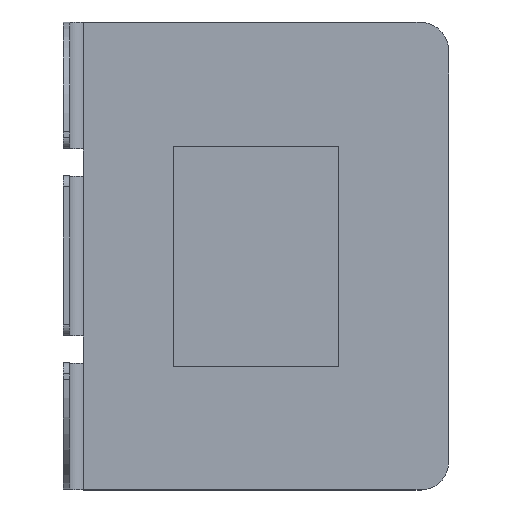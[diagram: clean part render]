
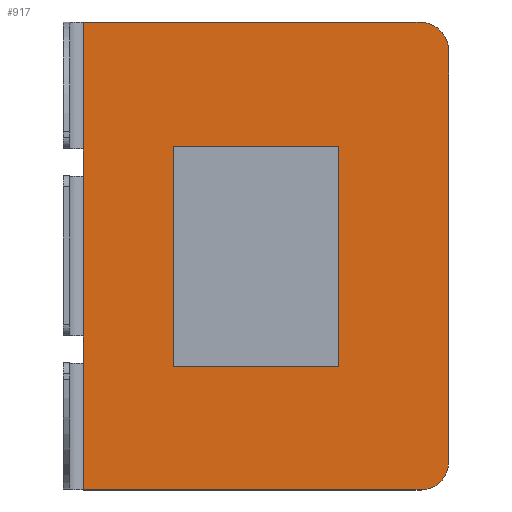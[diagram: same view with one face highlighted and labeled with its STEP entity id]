
A CAD part, top view. The second image highlights one B-rep face of the part: STEP entity #917.
In plain terms, the highlighted planar face has unit normal (0, 0, 1).
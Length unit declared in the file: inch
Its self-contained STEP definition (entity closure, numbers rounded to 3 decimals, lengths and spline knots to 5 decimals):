
#20 = CARTESIAN_POINT ( 'NONE',  ( 1.75, 1.875, 0.056 ) ) ;
#26 = DIRECTION ( 'NONE',  ( 0., 1., 0. ) ) ;
#65 = CARTESIAN_POINT ( 'NONE',  ( 0.75, -1., 0.056 ) ) ;
#66 = VERTEX_POINT ( 'NONE', #721 ) ;
#67 = DIRECTION ( 'NONE',  ( -1., 0., 0. ) ) ;
#77 = CARTESIAN_POINT ( 'NONE',  ( -1.569, 0., 0.056 ) ) ;
#81 = DIRECTION ( 'NONE',  ( -1., 0., 0. ) ) ;
#90 = CARTESIAN_POINT ( 'NONE',  ( -1.569, 0.975, 0.056 ) ) ;
#93 = VERTEX_POINT ( 'NONE', #520 ) ;
#100 = CARTESIAN_POINT ( 'NONE',  ( 0., 1., 0.056 ) ) ;
#110 = EDGE_CURVE ( 'NONE', #627, #280, #1195, .T. ) ;
#123 = DIRECTION ( 'NONE',  ( 0., 1., 0. ) ) ;
#130 = LINE ( 'NONE', #1092, #415 ) ;
#145 = DIRECTION ( 'NONE',  ( 0., 0., 1. ) ) ;
#154 = ORIENTED_EDGE ( 'NONE', *, *, #450, .F. ) ;
#155 = PLANE ( 'NONE',  #968 ) ;
#188 = VECTOR ( 'NONE', #467, 39.37008 ) ;
#195 = LINE ( 'NONE', #392, #1147 ) ;
#209 = DIRECTION ( 'NONE',  ( 0., 1., 0. ) ) ;
#224 = LINE ( 'NONE', #424, #1086 ) ;
#226 = DIRECTION ( 'NONE',  ( 1., 0., 0. ) ) ;
#240 = VERTEX_POINT ( 'NONE', #1024 ) ;
#250 = CIRCLE ( 'NONE', #1163, 0.25 ) ;
#259 = EDGE_CURVE ( 'NONE', #240, #1022, #1013, .T. ) ;
#280 = VERTEX_POINT ( 'NONE', #65 ) ;
#326 = EDGE_CURVE ( 'NONE', #93, #376, #1052, .T. ) ;
#332 = EDGE_CURVE ( 'NONE', #1202, #240, #195, .T. ) ;
#343 = CARTESIAN_POINT ( 'NONE',  ( 0.75, 0., 0.056 ) ) ;
#346 = DIRECTION ( 'NONE',  ( 0., 1., 0. ) ) ;
#357 = DIRECTION ( 'NONE',  ( 1., 0., 0. ) ) ;
#368 = DIRECTION ( 'NONE',  ( 0., 0., 1. ) ) ;
#375 = DIRECTION ( 'NONE',  ( 0., 0., 1. ) ) ;
#376 = VERTEX_POINT ( 'NONE', #20 ) ;
#390 = ORIENTED_EDGE ( 'NONE', *, *, #332, .F. ) ;
#392 = CARTESIAN_POINT ( 'NONE',  ( -1.569, -2.125, 0.056 ) ) ;
#401 = ORIENTED_EDGE ( 'NONE', *, *, #1232, .F. ) ;
#409 = VERTEX_POINT ( 'NONE', #90 ) ;
#415 = VECTOR ( 'NONE', #26, 39.37008 ) ;
#424 = CARTESIAN_POINT ( 'NONE',  ( -1.569, -2.125, 0.056 ) ) ;
#437 = FACE_BOUND ( 'NONE', #1237, .T. ) ;
#440 = LINE ( 'NONE', #674, #731 ) ;
#450 = EDGE_CURVE ( 'NONE', #1022, #679, #130, .T. ) ;
#467 = DIRECTION ( 'NONE',  ( 0., 1., 0. ) ) ;
#468 = ORIENTED_EDGE ( 'NONE', *, *, #868, .F. ) ;
#472 = CARTESIAN_POINT ( 'NONE',  ( -1.569, 0.725, 0.056 ) ) ;
#482 = CARTESIAN_POINT ( 'NONE',  ( -1.569, -2.125, 0.056 ) ) ;
#502 = ORIENTED_EDGE ( 'NONE', *, *, #259, .F. ) ;
#504 = EDGE_CURVE ( 'NONE', #742, #769, #528, .T. ) ;
#520 = CARTESIAN_POINT ( 'NONE',  ( 1.75, -1.875, 0.056 ) ) ;
#527 = DIRECTION ( 'NONE',  ( 1., 0., 0. ) ) ;
#528 = LINE ( 'NONE', #714, #893 ) ;
#560 = CARTESIAN_POINT ( 'NONE',  ( -1.569, -0.725, 0.056 ) ) ;
#565 = VECTOR ( 'NONE', #67, 39.37008 ) ;
#575 = EDGE_LOOP ( 'NONE', ( #1090, #777, #900, #401, #468, #154, #502, #390, #608, #1077 ) ) ;
#603 = CARTESIAN_POINT ( 'NONE',  ( -0.75, -1., 0.056 ) ) ;
#608 = ORIENTED_EDGE ( 'NONE', *, *, #830, .T. ) ;
#610 = EDGE_CURVE ( 'NONE', #280, #742, #440, .T. ) ;
#612 = VECTOR ( 'NONE', #226, 39.37008 ) ;
#627 = VERTEX_POINT ( 'NONE', #1129 ) ;
#629 = AXIS2_PLACEMENT_3D ( 'NONE', #745, #368, #357 ) ;
#633 = DIRECTION ( 'NONE',  ( 0., 1., 0. ) ) ;
#648 = VECTOR ( 'NONE', #921, 39.37008 ) ;
#652 = VERTEX_POINT ( 'NONE', #1036 ) ;
#658 = ORIENTED_EDGE ( 'NONE', *, *, #610, .T. ) ;
#673 = ORIENTED_EDGE ( 'NONE', *, *, #812, .T. ) ;
#674 = CARTESIAN_POINT ( 'NONE',  ( 0., -1., 0.056 ) ) ;
#679 = VERTEX_POINT ( 'NONE', #472 ) ;
#682 = DIRECTION ( 'NONE',  ( 0., 1., 0. ) ) ;
#683 = ORIENTED_EDGE ( 'NONE', *, *, #110, .T. ) ;
#711 = VECTOR ( 'NONE', #346, 39.37008 ) ;
#714 = CARTESIAN_POINT ( 'NONE',  ( -0.75, 0., 0.056 ) ) ;
#718 = LINE ( 'NONE', #811, #648 ) ;
#721 = CARTESIAN_POINT ( 'NONE',  ( 1.5, 2.125, 0.056 ) ) ;
#726 = DIRECTION ( 'NONE',  ( 0., -1., 0. ) ) ;
#729 = CARTESIAN_POINT ( 'NONE',  ( 0., 0., 0.056 ) ) ;
#731 = VECTOR ( 'NONE', #81, 39.37008 ) ;
#742 = VERTEX_POINT ( 'NONE', #603 ) ;
#745 = CARTESIAN_POINT ( 'NONE',  ( 1.5, 1.875, 0.056 ) ) ;
#760 = CARTESIAN_POINT ( 'NONE',  ( 1.75, 2.125, 0.056 ) ) ;
#769 = VERTEX_POINT ( 'NONE', #1149 ) ;
#777 = ORIENTED_EDGE ( 'NONE', *, *, #990, .T. ) ;
#805 = CARTESIAN_POINT ( 'NONE',  ( -1.569, 0., 0.056 ) ) ;
#811 = CARTESIAN_POINT ( 'NONE',  ( -1.75, -2.125, 0.056 ) ) ;
#812 = EDGE_CURVE ( 'NONE', #769, #627, #1078, .T. ) ;
#828 = CIRCLE ( 'NONE', #629, 0.25 ) ;
#830 = EDGE_CURVE ( 'NONE', #1202, #652, #718, .T. ) ;
#849 = CARTESIAN_POINT ( 'NONE',  ( 1.5, -1.875, 0.056 ) ) ;
#868 = EDGE_CURVE ( 'NONE', #679, #409, #1102, .T. ) ;
#893 = VECTOR ( 'NONE', #123, 39.37008 ) ;
#900 = ORIENTED_EDGE ( 'NONE', *, *, #1032, .T. ) ;
#917 = ADVANCED_FACE ( 'NONE', ( #1002, #437 ), #155, .T. ) ;
#921 = DIRECTION ( 'NONE',  ( 1., 0., 0. ) ) ;
#927 = ORIENTED_EDGE ( 'NONE', *, *, #504, .T. ) ;
#941 = VECTOR ( 'NONE', #726, 39.37008 ) ;
#951 = LINE ( 'NONE', #1236, #565 ) ;
#968 = AXIS2_PLACEMENT_3D ( 'NONE', #729, #145, #527 ) ;
#974 = VECTOR ( 'NONE', #682, 39.37008 ) ;
#978 = EDGE_CURVE ( 'NONE', #652, #93, #250, .T. ) ;
#990 = EDGE_CURVE ( 'NONE', #376, #66, #828, .T. ) ;
#1002 = FACE_OUTER_BOUND ( 'NONE', #575, .T. ) ;
#1013 = LINE ( 'NONE', #77, #188 ) ;
#1022 = VERTEX_POINT ( 'NONE', #560 ) ;
#1024 = CARTESIAN_POINT ( 'NONE',  ( -1.569, -0.975, 0.056 ) ) ;
#1027 = CARTESIAN_POINT ( 'NONE',  ( -1.569, 2.125, 0.056 ) ) ;
#1032 = EDGE_CURVE ( 'NONE', #66, #1035, #951, .T. ) ;
#1035 = VERTEX_POINT ( 'NONE', #1027 ) ;
#1036 = CARTESIAN_POINT ( 'NONE',  ( 1.5, -2.125, 0.056 ) ) ;
#1052 = LINE ( 'NONE', #760, #974 ) ;
#1077 = ORIENTED_EDGE ( 'NONE', *, *, #978, .T. ) ;
#1078 = LINE ( 'NONE', #100, #612 ) ;
#1086 = VECTOR ( 'NONE', #633, 39.37008 ) ;
#1090 = ORIENTED_EDGE ( 'NONE', *, *, #326, .T. ) ;
#1092 = CARTESIAN_POINT ( 'NONE',  ( -1.569, -2.125, 0.056 ) ) ;
#1102 = LINE ( 'NONE', #805, #711 ) ;
#1129 = CARTESIAN_POINT ( 'NONE',  ( 0.75, 1., 0.056 ) ) ;
#1133 = DIRECTION ( 'NONE',  ( 1., 0., 0. ) ) ;
#1147 = VECTOR ( 'NONE', #209, 39.37008 ) ;
#1149 = CARTESIAN_POINT ( 'NONE',  ( -0.75, 1., 0.056 ) ) ;
#1163 = AXIS2_PLACEMENT_3D ( 'NONE', #849, #375, #1133 ) ;
#1195 = LINE ( 'NONE', #343, #941 ) ;
#1202 = VERTEX_POINT ( 'NONE', #482 ) ;
#1232 = EDGE_CURVE ( 'NONE', #409, #1035, #224, .T. ) ;
#1236 = CARTESIAN_POINT ( 'NONE',  ( -1.75, 2.125, 0.056 ) ) ;
#1237 = EDGE_LOOP ( 'NONE', ( #673, #683, #658, #927 ) ) ;
